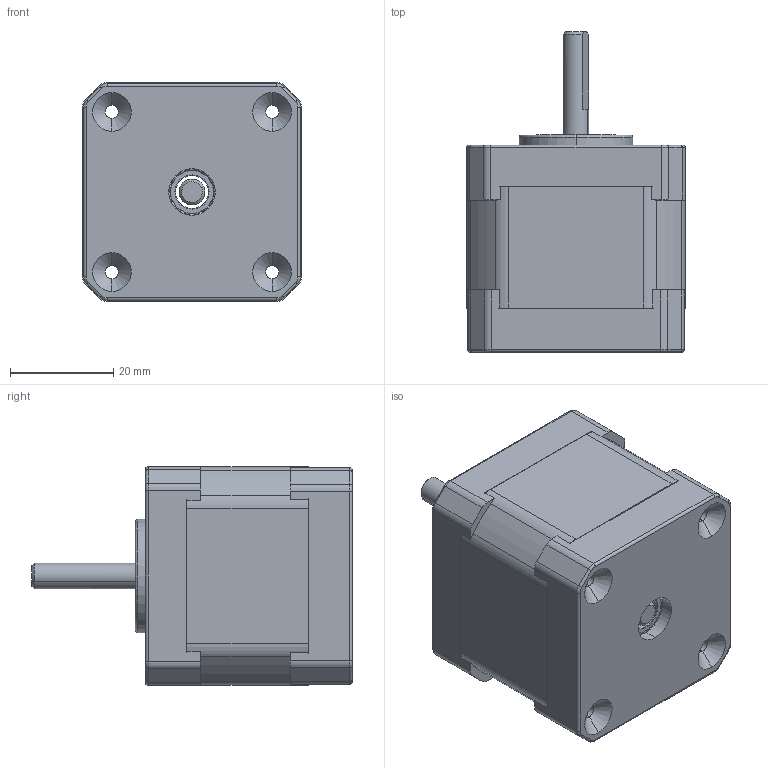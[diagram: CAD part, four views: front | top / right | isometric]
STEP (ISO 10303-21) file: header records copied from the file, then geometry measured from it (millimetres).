
FILE_DESCRIPTION (( 'STEP AP214' ), '1' );
FILE_NAME ('17HM15-0904S.STEP', '2022-07-20T02:07:18', ( '' ), ( '' ), 'SwSTEP 2.0', 'SolidWorks 2020', '' );
FILE_SCHEMA (( 'AUTOMOTIVE_DESIGN' ));
Length unit declared in the file: millimetre
Products named in the file (6): nema17_top_40mm___ _________; 17HM15-0904S; nema17_middle_40mm___ _________; nema17_bottom_40mm___ _________; nema17_shaft_40mm___ _________; radial ball bearing_68_din_PreviewCfg
Assembly tree (6 placements, depth 2):
  17HM15-0904S
    nema17_bottom_40mm___ _________
    radial ball bearing_68_din_PreviewCfg  x2
    nema17_middle_40mm___ _________
    nema17_top_40mm___ _________
    nema17_shaft_40mm___ _________
Bounding box: 42.3 x 62 x 42.3 mm (x, y, z)
Volume: 49483.6 mm3; surface area: 21980.8 mm2
Topology: 6 solids, 6 shells, 378 faces, 1352 edges, 874 vertices
Faces by surface type: torus 132, cylinder 116, sphere 60, plane 50, cone 20
Entity records: 10527 total; most frequent: CARTESIAN_POINT 2599, ORIENTED_EDGE 1662, DIRECTION 1598, EDGE_CURVE 831, AXIS2_PLACEMENT_3D 694, VERTEX_POINT 541, CIRCLE 409, EDGE_LOOP 314
